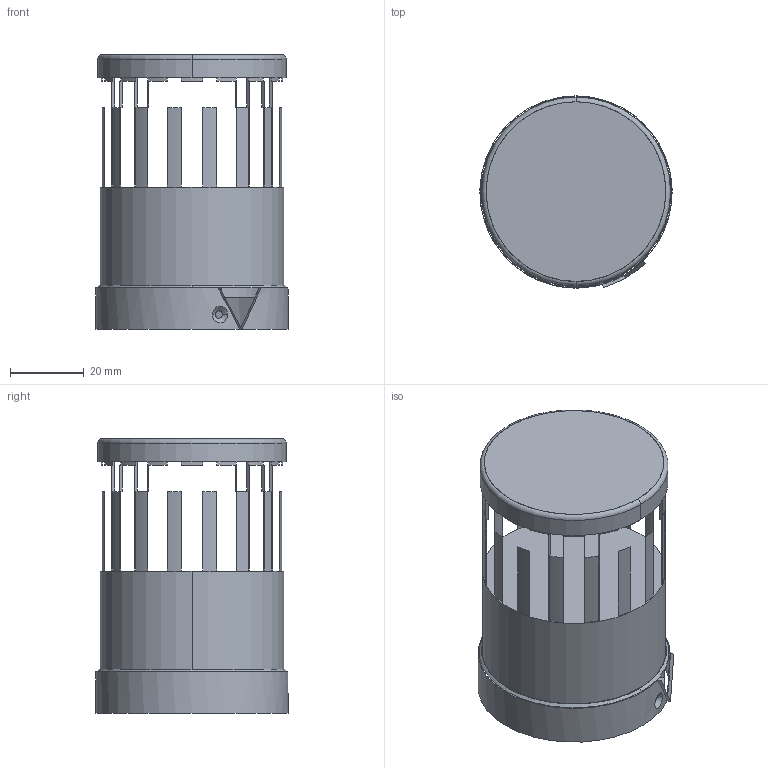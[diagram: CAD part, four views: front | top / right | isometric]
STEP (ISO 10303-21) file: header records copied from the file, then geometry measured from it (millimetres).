
FILE_DESCRIPTION((''),'2;1');
FILE_NAME('VDZ-50mm-piezo-dual SS.stp','2012-12-11T09:03:31',(''),(''),'Mechanical Desktop 2011','Mechanical Desktop 2011',', , ');
FILE_SCHEMA(('CONFIG_CONTROL_DESIGN'));
Length unit declared in the file: millimetre
Products named in the file (1): Product
Bounding box: 52 x 52 x 74.3 mm (x, y, z)
Volume: 51541.8 mm3; surface area: 17832.2 mm2
Topology: 1 solids, 52 shells, 82 faces, 561 edges, 632 vertices
Faces by surface type: cylinder 44, bspline 27, cone 7, plane 2, torus 2
Entity records: 6288 total; most frequent: CARTESIAN_POINT 2854, DIRECTION 536, QUASI_UNIFORM_CURVE 402, PCURVE 273, COMPOSITE_CURVE_SEGMENT 273, ORIENTED_EDGE 223, EDGE_CURVE 217, VERTEX_POINT 215
